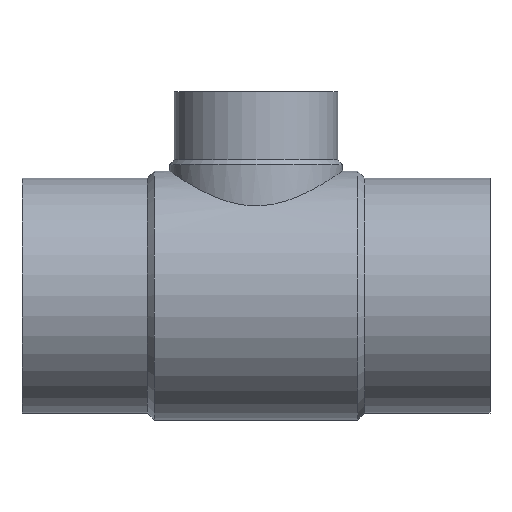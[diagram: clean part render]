
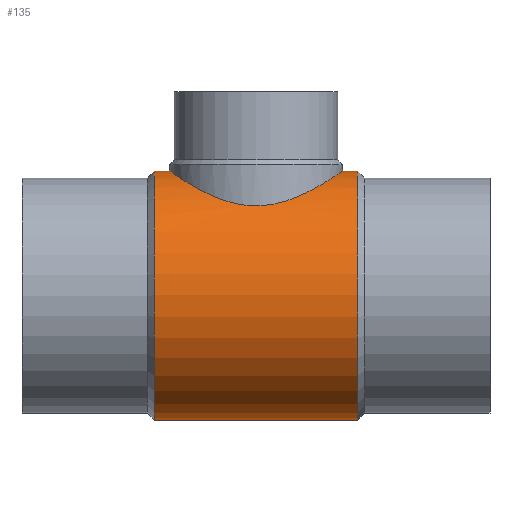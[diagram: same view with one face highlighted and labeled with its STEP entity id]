
A CAD part, top view. The second image highlights one B-rep face of the part: STEP entity #135.
In plain terms, the highlighted cylindrical face has radius 95.35 mm (diameter 190.7 mm), a partial arc.
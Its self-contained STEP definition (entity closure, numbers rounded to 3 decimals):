
#135 = ADVANCED_FACE( '', ( #361 ), #362, .T. );
#137 = VERTEX_POINT( '', #364 );
#155 = VERTEX_POINT( '', #383 );
#161 = VERTEX_POINT( '', #390 );
#163 = VERTEX_POINT( '', #392 );
#165 = VERTEX_POINT( '', #394 );
#169 = VERTEX_POINT( '', #398 );
#177 = EDGE_CURVE( '', #137, #155, #406, .T. );
#187 = EDGE_CURVE( '', #137, #169, #416, .T. );
#257 = EDGE_CURVE( '', #163, #169, #499, .T. );
#309 = EDGE_CURVE( '', #161, #165, #560, .T. );
#331 = EDGE_CURVE( '', #155, #161, #584, .T. );
#333 = EDGE_CURVE( '', #165, #163, #586, .T. );
#361 = FACE_OUTER_BOUND( '', #607, .T. );
#362 = CYLINDRICAL_SURFACE( '', #608, 95.35 );
#364 = CARTESIAN_POINT( '', ( -256.65, -95.35, 0. ) );
#383 = CARTESIAN_POINT( '', ( -101.35, -95.35, 0. ) );
#390 = CARTESIAN_POINT( '', ( -101.35, 95.35, 0. ) );
#392 = CARTESIAN_POINT( '', ( -245.2, 95.35, 0. ) );
#394 = CARTESIAN_POINT( '', ( -112.8, 95.35, 0. ) );
#398 = CARTESIAN_POINT( '', ( -256.65, 95.35, 0. ) );
#406 = LINE( '', #760, #761 );
#416 = CIRCLE( '', #773, 95.35 );
#499 = LINE( '', #946, #947 );
#560 = LINE( '', #1027, #1028 );
#584 = CIRCLE( '', #1058, 95.35 );
#586 = B_SPLINE_CURVE_WITH_KNOTS( '', 3, ( #1061, #1062, #1063, #1064, #1065, #1066, #1067, #1068, #1069, #1070, #1071, #1072, #1073, #1074, #1075, #1076, #1077, #1078, #1079, #1080, #1081, #1082, #1083, #1084, #1085, #1086, #1087, #1088, #1089, #1090, #1091, #1092, #1093, #1094, #1095, #1096, #1097, #1098, #1099, #1100, #1101, #1102, #1103, #1104, #1105, #1106, #1107, #1108, #1109, #1110, #1111, #1112, #1113, #1114, #1115, #1116, #1117, #1118, #1119, #1120, #1121, #1122, #1123, #1124, #1125, #1126 ), .UNSPECIFIED., .F., .F., ( 4, 2, 2, 2, 2, 2, 2, 2, 2, 2, 2, 2, 2, 2, 2, 2, 2, 2, 2, 2, 2, 2, 2, 2, 2, 2, 2, 2, 2, 2, 2, 2, 4 ), ( 104.386, 110.866, 117.345, 123.824, 130.304, 136.783, 143.262, 149.741, 156.221, 162.79, 169.359, 175.928, 182.497, 189.066, 195.635, 202.204, 208.773, 215.342, 221.911, 228.48, 235.049, 241.618, 248.187, 254.756, 261.325, 267.804, 274.283, 280.762, 287.242, 293.721, 300.2, 306.68, 313.159 ), .UNSPECIFIED. );
#607 = EDGE_LOOP( '', ( #1178, #1179, #1180, #1181, #1182, #1183 ) );
#608 = AXIS2_PLACEMENT_3D( '', #1184, #1185, #1186 );
#760 = CARTESIAN_POINT( '', ( -179., -95.35, 0. ) );
#761 = VECTOR( '', #1214, 1. );
#773 = AXIS2_PLACEMENT_3D( '', #1218, #1219, #1220 );
#946 = CARTESIAN_POINT( '', ( -179., 95.35, 0. ) );
#947 = VECTOR( '', #1332, 1. );
#1027 = CARTESIAN_POINT( '', ( -179., 95.35, 0. ) );
#1028 = VECTOR( '', #1422, 1. );
#1058 = AXIS2_PLACEMENT_3D( '', #1452, #1453, #1454 );
#1061 = CARTESIAN_POINT( '', ( -112.8, 95.35, 0. ) );
#1062 = CARTESIAN_POINT( '', ( -112.8, 95.35, 2.16 ) );
#1063 = CARTESIAN_POINT( '', ( -112.906, 95.276, 4.345 ) );
#1064 = CARTESIAN_POINT( '', ( -113.34, 94.976, 8.721 ) );
#1065 = CARTESIAN_POINT( '', ( -113.668, 94.749, 10.913 ) );
#1066 = CARTESIAN_POINT( '', ( -114.545, 94.146, 15.261 ) );
#1067 = CARTESIAN_POINT( '', ( -115.094, 93.771, 17.418 ) );
#1068 = CARTESIAN_POINT( '', ( -116.404, 92.883, 21.659 ) );
#1069 = CARTESIAN_POINT( '', ( -117.165, 92.371, 23.743 ) );
#1070 = CARTESIAN_POINT( '', ( -118.881, 91.231, 27.803 ) );
#1071 = CARTESIAN_POINT( '', ( -119.837, 90.602, 29.782 ) );
#1072 = CARTESIAN_POINT( '', ( -121.923, 89.254, 33.606 ) );
#1073 = CARTESIAN_POINT( '', ( -123.052, 88.535, 35.452 ) );
#1074 = CARTESIAN_POINT( '', ( -125.455, 87.036, 38.987 ) );
#1075 = CARTESIAN_POINT( '', ( -126.729, 86.257, 40.676 ) );
#1076 = CARTESIAN_POINT( '', ( -129.387, 84.673, 43.878 ) );
#1077 = CARTESIAN_POINT( '', ( -130.771, 83.868, 45.392 ) );
#1078 = CARTESIAN_POINT( '', ( -133.628, 82.258, 48.249 ) );
#1079 = CARTESIAN_POINT( '', ( -135.157, 81.422, 49.645 ) );
#1080 = CARTESIAN_POINT( '', ( -138.379, 79.733, 52.314 ) );
#1081 = CARTESIAN_POINT( '', ( -140.073, 78.88, 53.588 ) );
#1082 = CARTESIAN_POINT( '', ( -143.607, 77.197, 55.985 ) );
#1083 = CARTESIAN_POINT( '', ( -145.448, 76.367, 57.108 ) );
#1084 = CARTESIAN_POINT( '', ( -149.253, 74.774, 59.18 ) );
#1085 = CARTESIAN_POINT( '', ( -151.218, 74.01, 60.128 ) );
#1086 = CARTESIAN_POINT( '', ( -155.25, 72.593, 61.832 ) );
#1087 = CARTESIAN_POINT( '', ( -157.318, 71.939, 62.588 ) );
#1088 = CARTESIAN_POINT( '', ( -161.533, 70.783, 63.892 ) );
#1089 = CARTESIAN_POINT( '', ( -163.679, 70.281, 64.441 ) );
#1090 = CARTESIAN_POINT( '', ( -168.018, 69.464, 65.32 ) );
#1091 = CARTESIAN_POINT( '', ( -170.211, 69.149, 65.651 ) );
#1092 = CARTESIAN_POINT( '', ( -174.607, 68.729, 66.091 ) );
#1093 = CARTESIAN_POINT( '', ( -176.81, 68.623, 66.2 ) );
#1094 = CARTESIAN_POINT( '', ( -181.19, 68.623, 66.2 ) );
#1095 = CARTESIAN_POINT( '', ( -183.393, 68.729, 66.091 ) );
#1096 = CARTESIAN_POINT( '', ( -187.789, 69.149, 65.651 ) );
#1097 = CARTESIAN_POINT( '', ( -189.982, 69.464, 65.32 ) );
#1098 = CARTESIAN_POINT( '', ( -194.321, 70.281, 64.441 ) );
#1099 = CARTESIAN_POINT( '', ( -196.467, 70.783, 63.892 ) );
#1100 = CARTESIAN_POINT( '', ( -200.682, 71.939, 62.588 ) );
#1101 = CARTESIAN_POINT( '', ( -202.75, 72.593, 61.832 ) );
#1102 = CARTESIAN_POINT( '', ( -206.782, 74.01, 60.128 ) );
#1103 = CARTESIAN_POINT( '', ( -208.747, 74.774, 59.18 ) );
#1104 = CARTESIAN_POINT( '', ( -212.552, 76.367, 57.108 ) );
#1105 = CARTESIAN_POINT( '', ( -214.393, 77.197, 55.985 ) );
#1106 = CARTESIAN_POINT( '', ( -217.927, 78.88, 53.588 ) );
#1107 = CARTESIAN_POINT( '', ( -219.621, 79.733, 52.314 ) );
#1108 = CARTESIAN_POINT( '', ( -222.843, 81.422, 49.645 ) );
#1109 = CARTESIAN_POINT( '', ( -224.372, 82.258, 48.249 ) );
#1110 = CARTESIAN_POINT( '', ( -227.229, 83.868, 45.392 ) );
#1111 = CARTESIAN_POINT( '', ( -228.613, 84.673, 43.878 ) );
#1112 = CARTESIAN_POINT( '', ( -231.271, 86.257, 40.676 ) );
#1113 = CARTESIAN_POINT( '', ( -232.545, 87.036, 38.987 ) );
#1114 = CARTESIAN_POINT( '', ( -234.948, 88.535, 35.452 ) );
#1115 = CARTESIAN_POINT( '', ( -236.077, 89.254, 33.606 ) );
#1116 = CARTESIAN_POINT( '', ( -238.163, 90.602, 29.782 ) );
#1117 = CARTESIAN_POINT( '', ( -239.119, 91.231, 27.803 ) );
#1118 = CARTESIAN_POINT( '', ( -240.835, 92.371, 23.743 ) );
#1119 = CARTESIAN_POINT( '', ( -241.596, 92.883, 21.659 ) );
#1120 = CARTESIAN_POINT( '', ( -242.906, 93.771, 17.418 ) );
#1121 = CARTESIAN_POINT( '', ( -243.455, 94.146, 15.261 ) );
#1122 = CARTESIAN_POINT( '', ( -244.332, 94.749, 10.913 ) );
#1123 = CARTESIAN_POINT( '', ( -244.66, 94.976, 8.721 ) );
#1124 = CARTESIAN_POINT( '', ( -245.094, 95.276, 4.345 ) );
#1125 = CARTESIAN_POINT( '', ( -245.2, 95.35, 2.16 ) );
#1126 = CARTESIAN_POINT( '', ( -245.2, 95.35, 0. ) );
#1178 = ORIENTED_EDGE( '', *, *, #309, .T. );
#1179 = ORIENTED_EDGE( '', *, *, #333, .T. );
#1180 = ORIENTED_EDGE( '', *, *, #257, .T. );
#1181 = ORIENTED_EDGE( '', *, *, #187, .F. );
#1182 = ORIENTED_EDGE( '', *, *, #177, .T. );
#1183 = ORIENTED_EDGE( '', *, *, #331, .T. );
#1184 = CARTESIAN_POINT( '', ( -179., 0., 0. ) );
#1185 = DIRECTION( '', ( 1., 0., 0. ) );
#1186 = DIRECTION( '', ( 0., 1., 0. ) );
#1214 = DIRECTION( '', ( 1., 0., 0. ) );
#1218 = CARTESIAN_POINT( '', ( -256.65, 0., 0. ) );
#1219 = DIRECTION( '', ( -1., 0., 0. ) );
#1220 = DIRECTION( '', ( 0., 1., 0. ) );
#1332 = DIRECTION( '', ( -1., 0., 0. ) );
#1422 = DIRECTION( '', ( -1., 0., 0. ) );
#1452 = CARTESIAN_POINT( '', ( -101.35, 0., 0. ) );
#1453 = DIRECTION( '', ( -1., 0., 0. ) );
#1454 = DIRECTION( '', ( 0., 1., 0. ) );
